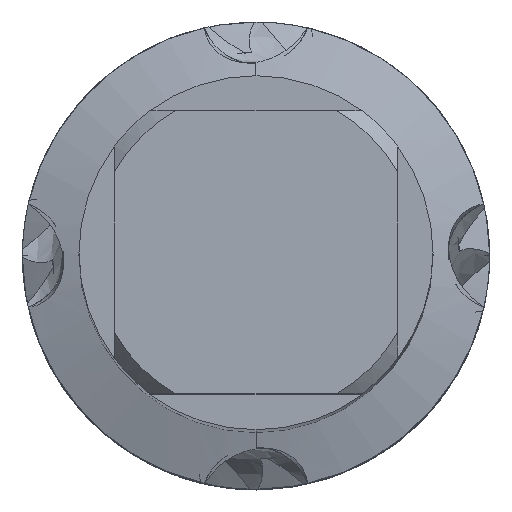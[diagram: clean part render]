
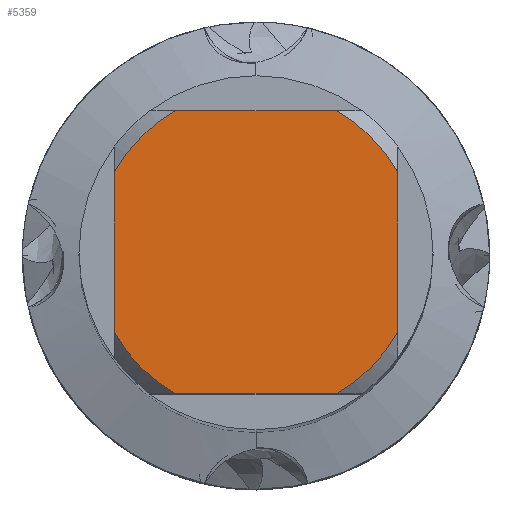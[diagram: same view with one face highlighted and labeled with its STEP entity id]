
A CAD part, top view. The second image highlights one B-rep face of the part: STEP entity #5359.
In plain terms, the highlighted planar face has unit normal (0, 0, 1).
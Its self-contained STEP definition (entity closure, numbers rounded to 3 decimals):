
#2053=EDGE_CURVE('',#4791,#2251,#5838,.T.);
#2251=VERTEX_POINT('',#6051);
#2559=VERTEX_POINT('',#6393);
#2873=EDGE_CURVE('',#3193,#2251,#6733,.T.);
#3193=VERTEX_POINT('',#7078);
#3725=EDGE_CURVE('',#4791,#5409,#7660,.T.);
#4131=EDGE_CURVE('',#4443,#5575,#8105,.T.);
#4227=EDGE_CURVE('',#2559,#5575,#8206,.T.);
#4443=VERTEX_POINT('',#8441);
#4473=EDGE_CURVE('',#4443,#5409,#8476,.T.);
#4747=VERTEX_POINT('',#8773);
#4791=VERTEX_POINT('',#8823);
#4999=EDGE_CURVE('',#2559,#4747,#9046,.T.);
#5355=EDGE_CURVE('',#3193,#4747,#9433,.T.);
#5359=ADVANCED_FACE('',(#9437),#9438,.T.);
#5409=VERTEX_POINT('',#9494);
#5575=VERTEX_POINT('',#9672);
#5838=CIRCLE('',#10183,11.5);
#6051=CARTESIAN_POINT('',(-10.0,-5.679,0.0));
#6393=CARTESIAN_POINT('',(5.679,10.0,0.0));
#6733=LINE('',#12671,#12672);
#7078=CARTESIAN_POINT('',(-10.0,5.679,0.0));
#7660=LINE('',#15624,#15625);
#8105=LINE('',#17912,#17913);
#8206=CIRCLE('',#18220,11.5);
#8441=CARTESIAN_POINT('',(10.0,-5.679,0.0));
#8476=CIRCLE('',#19649,11.5);
#8773=CARTESIAN_POINT('',(-5.679,10.0,0.0));
#8823=CARTESIAN_POINT('',(-5.679,-10.0,0.0));
#9046=LINE('',#21448,#21449);
#9433=CIRCLE('',#22331,11.5);
#9437=FACE_OUTER_BOUND('',#22339,.T.);
#9438=PLANE('',#22340);
#9494=CARTESIAN_POINT('',(5.679,-10.0,0.0));
#9672=CARTESIAN_POINT('',(10.0,5.679,0.0));
#10183=AXIS2_PLACEMENT_3D('',#23303,#23304,#23305);
#12671=CARTESIAN_POINT('',(-10.0,2.875,0.0));
#12672=VECTOR('',#24173,1.0);
#15624=CARTESIAN_POINT('',(0.0,-10.0,0.0));
#15625=VECTOR('',#25079,1.0);
#17912=CARTESIAN_POINT('',(10.0,2.875,0.0));
#17913=VECTOR('',#25825,1.0);
#18220=AXIS2_PLACEMENT_3D('',#25903,#25904,#25905);
#19649=AXIS2_PLACEMENT_3D('',#26175,#26176,#26177);
#21448=CARTESIAN_POINT('',(0.0,10.0,0.0));
#21449=VECTOR('',#26878,1.0);
#22331=AXIS2_PLACEMENT_3D('',#27243,#27244,#27245);
#22339=EDGE_LOOP('',(#27247,#27248,#27249,#27250,#27251,#27252,#27253,#27254));
#22340=AXIS2_PLACEMENT_3D('',#27255,#27256,#27257);
#23303=CARTESIAN_POINT('',(0.0,0.0,0.0));
#23304=DIRECTION('',(0.0,0.0,-1.0));
#23305=DIRECTION('',(0.0,1.0,0.0));
#24173=DIRECTION('',(-0.0,-1.0,0.0));
#25079=DIRECTION('',(1.0,0.0,0.0));
#25825=DIRECTION('',(-0.0,1.0,0.0));
#25903=CARTESIAN_POINT('',(0.0,0.0,0.0));
#25904=DIRECTION('',(0.0,0.0,-1.0));
#25905=DIRECTION('',(0.0,1.0,0.0));
#26175=CARTESIAN_POINT('',(0.0,0.0,0.0));
#26176=DIRECTION('',(0.0,0.0,-1.0));
#26177=DIRECTION('',(0.0,1.0,0.0));
#26878=DIRECTION('',(-1.0,0.0,0.0));
#27243=CARTESIAN_POINT('',(0.0,0.0,0.0));
#27244=DIRECTION('',(0.0,0.0,-1.0));
#27245=DIRECTION('',(0.0,1.0,0.0));
#27247=ORIENTED_EDGE('',*,*,#2873,.T.);
#27248=ORIENTED_EDGE('',*,*,#2053,.F.);
#27249=ORIENTED_EDGE('',*,*,#3725,.T.);
#27250=ORIENTED_EDGE('',*,*,#4473,.F.);
#27251=ORIENTED_EDGE('',*,*,#4131,.T.);
#27252=ORIENTED_EDGE('',*,*,#4227,.F.);
#27253=ORIENTED_EDGE('',*,*,#4999,.T.);
#27254=ORIENTED_EDGE('',*,*,#5355,.F.);
#27255=CARTESIAN_POINT('',(0.0,5.75,0.0));
#27256=DIRECTION('',(-0.0,0.0,1.0));
#27257=DIRECTION('',(0.0,-1.0,0.0));
